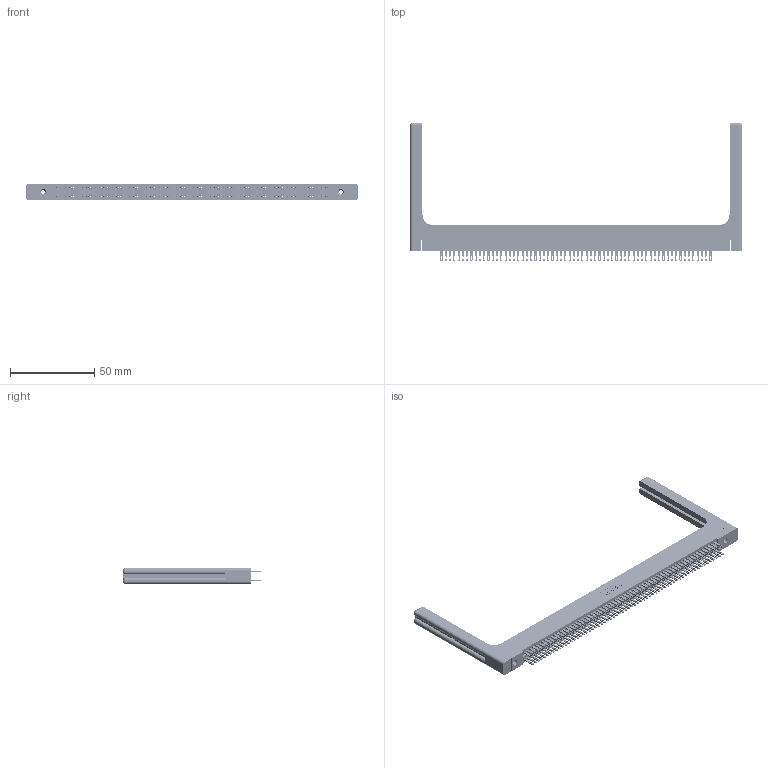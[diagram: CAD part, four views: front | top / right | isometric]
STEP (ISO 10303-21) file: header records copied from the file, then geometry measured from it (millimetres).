
FILE_DESCRIPTION (( 'STEP AP203' ), '1' );
FILE_NAME ('345-128-500-258.STEP', '2019-11-07T06:29:56', ( '' ), ( '' ), 'SwSTEP 2.0', 'SolidWorks 2016', '' );
FILE_SCHEMA (( 'CONFIG_CONTROL_DESIGN' ));
Length unit declared in the file: inch
Products named in the file (5): 345-220-058_345-220-058; 345-292-001_345-293-100; 345-250-001_345-250-001-102; 345 Part_Flush Mounting Lugs - 0.156 Dia-TH; 345-128-500-258
Assembly tree (133 placements, depth 2):
  345-128-500-258
    345 Part_Flush Mounting Lugs - 0.156 Dia-TH
    345-292-001_345-293-100  x128
    345-250-001_345-250-001-102  x2
    345-220-058_345-220-058  x2
Bounding box: 197.59 x 82.47 x 9.4 mm (x, y, z)
Volume: 28264.2 mm3; surface area: 36042.1 mm2
Topology: 133 solids, 133 shells, 6270 faces, 19055 edges, 12682 vertices
Faces by surface type: plane 3684, cylinder 2526, bspline 36, cone 12, sphere 8, torus 4
Entity records: 52366 total; most frequent: CARTESIAN_POINT 9749, ORIENTED_EDGE 8480, DIRECTION 7504, EDGE_CURVE 4240, LINE 3756, VECTOR 3756, VERTEX_POINT 2818, AXIS2_PLACEMENT_3D 1874
